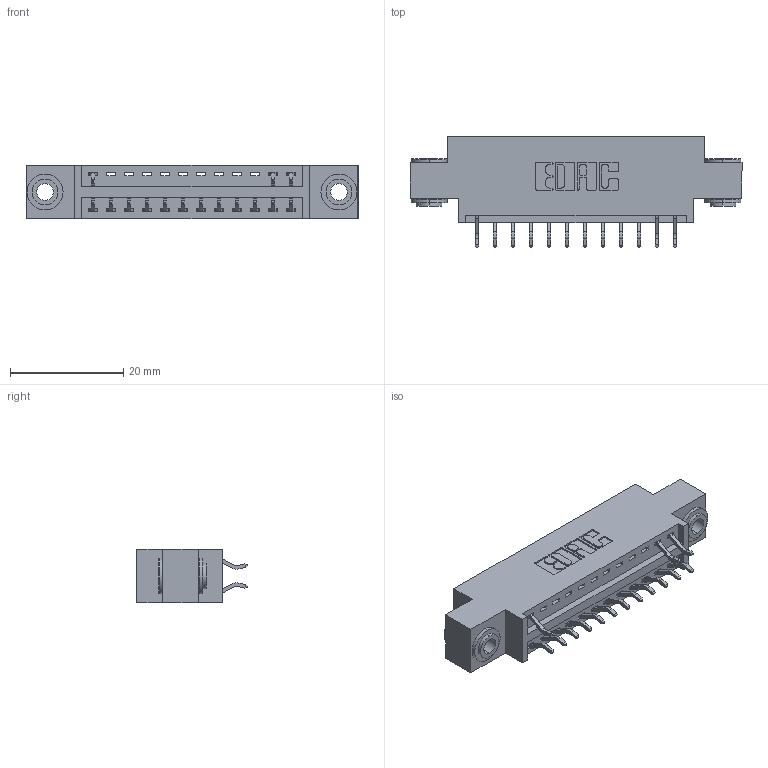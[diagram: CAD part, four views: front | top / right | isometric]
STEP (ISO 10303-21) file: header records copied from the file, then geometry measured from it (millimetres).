
FILE_DESCRIPTION (( 'STEP AP203' ), '1' );
FILE_NAME ('346-024-556-803.STEP', '2018-08-21T04:15:35', ( '' ), ( '' ), 'SwSTEP 2.0', 'SolidWorks 2016', '' );
FILE_SCHEMA (( 'CONFIG_CONTROL_DESIGN' ));
Length unit declared in the file: inch
Products named in the file (4): 346 Part_0.170 Offset - 0.156 Dia-TH; 345-292-001_556 Tail; 345-250-002_345-250-002-102; 346-024-556-803
Assembly tree (18 placements, depth 2):
  346-024-556-803
    346 Part_0.170 Offset - 0.156 Dia-TH
    345-292-001_556 Tail  x15
    345-250-002_345-250-002-102  x2
Bounding box: 58.67 x 19.57 x 9.4 mm (x, y, z)
Volume: 5271.6 mm3; surface area: 6687.5 mm2
Topology: 18 solids, 18 shells, 1088 faces, 3201 edges, 2110 vertices
Faces by surface type: plane 720, cylinder 360, cone 8
Entity records: 12584 total; most frequent: CARTESIAN_POINT 2146, ORIENTED_EDGE 2070, DIRECTION 1951, EDGE_CURVE 1035, VECTOR 823, LINE 823, VERTEX_POINT 686, AXIS2_PLACEMENT_3D 564
